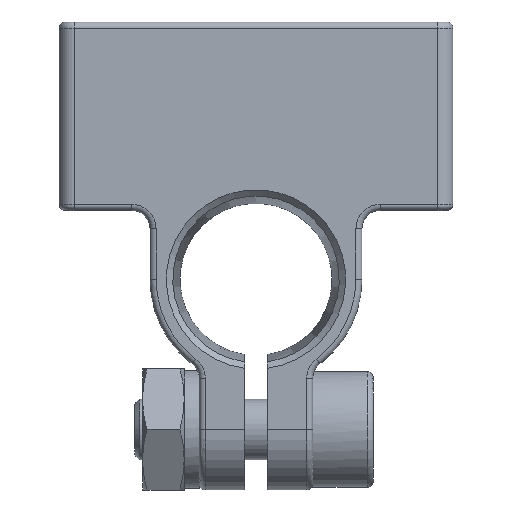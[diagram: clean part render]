
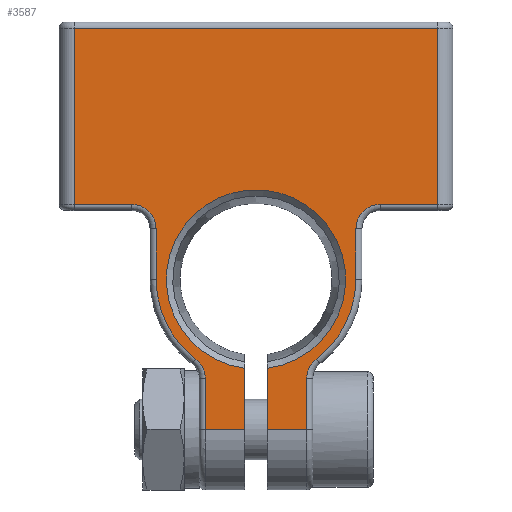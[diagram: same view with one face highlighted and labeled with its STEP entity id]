
A CAD part, front view. The second image highlights one B-rep face of the part: STEP entity #3587.
In plain terms, the highlighted planar face has unit normal (0, -1, 0).
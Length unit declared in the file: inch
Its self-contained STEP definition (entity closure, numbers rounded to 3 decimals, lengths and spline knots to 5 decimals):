
#240=LINE($,#5336,#493);
#245=LINE($,#5363,#498);
#413=LINE($,#6261,#666);
#417=LINE($,#6274,#670);
#418=LINE($,#6276,#671);
#419=LINE($,#6282,#672);
#420=LINE($,#6286,#673);
#421=LINE($,#6287,#674);
#422=LINE($,#6289,#675);
#423=LINE($,#6291,#676);
#424=LINE($,#6295,#677);
#425=LINE($,#6301,#678);
#426=LINE($,#6302,#679);
#493=VECTOR($,#4151,0.25241);
#498=VECTOR($,#4170,0.25241);
#666=VECTOR($,#4858,1.5);
#670=VECTOR($,#4874,0.1625);
#671=VECTOR($,#4875,0.21084);
#672=VECTOR($,#4880,0.20931);
#673=VECTOR($,#4883,0.2375);
#674=VECTOR($,#4884,0.72819);
#675=VECTOR($,#4885,0.72819);
#676=VECTOR($,#4886,0.2375);
#677=VECTOR($,#4889,0.20931);
#678=VECTOR($,#4894,0.21084);
#679=VECTOR($,#4895,0.1625);
#883=PLANE($,#3955);
#1048=FACE_OUTER_BOUND($,#1313,.T.);
#1313=EDGE_LOOP($,(#3057,#3058,#3059,#3060,#3061,#3062,#3063,#3064,#3065,
#3066,#3067,#3068,#3069,#3070,#3071,#3072,#3073,#3074,#3075,#3076));
#1419=CIRCLE($,#3677,0.37);
#1509=CIRCLE($,#3956,0.1);
#1510=CIRCLE($,#3957,0.4125);
#1511=CIRCLE($,#3958,0.1);
#1512=CIRCLE($,#3959,0.1);
#1513=CIRCLE($,#3960,0.4125);
#1514=CIRCLE($,#3961,0.1);
#1638=VERTEX_POINT($,#5311);
#1639=VERTEX_POINT($,#5315);
#1644=VERTEX_POINT($,#5335);
#1653=VERTEX_POINT($,#5361);
#1867=VERTEX_POINT($,#6253);
#1869=VERTEX_POINT($,#6259);
#1872=VERTEX_POINT($,#6273);
#1873=VERTEX_POINT($,#6275);
#1874=VERTEX_POINT($,#6277);
#1875=VERTEX_POINT($,#6279);
#1876=VERTEX_POINT($,#6281);
#1877=VERTEX_POINT($,#6283);
#1878=VERTEX_POINT($,#6285);
#1879=VERTEX_POINT($,#6288);
#1880=VERTEX_POINT($,#6290);
#1881=VERTEX_POINT($,#6292);
#1882=VERTEX_POINT($,#6294);
#1883=VERTEX_POINT($,#6296);
#1884=VERTEX_POINT($,#6298);
#1885=VERTEX_POINT($,#6300);
#1945=EDGE_CURVE($,#1638,#1639,#1419,.T.);
#1952=EDGE_CURVE($,#1644,#1639,#240,.T.);
#1964=EDGE_CURVE($,#1638,#1653,#245,.T.);
#2284=EDGE_CURVE($,#1869,#1867,#413,.T.);
#2291=EDGE_CURVE($,#1872,#1653,#417,.T.);
#2292=EDGE_CURVE($,#1873,#1872,#418,.T.);
#2293=EDGE_CURVE($,#1874,#1873,#1509,.T.);
#2294=EDGE_CURVE($,#1875,#1874,#1510,.T.);
#2295=EDGE_CURVE($,#1876,#1875,#419,.T.);
#2296=EDGE_CURVE($,#1877,#1876,#1511,.T.);
#2297=EDGE_CURVE($,#1878,#1877,#420,.T.);
#2298=EDGE_CURVE($,#1867,#1878,#421,.T.);
#2299=EDGE_CURVE($,#1879,#1869,#422,.T.);
#2300=EDGE_CURVE($,#1880,#1879,#423,.T.);
#2301=EDGE_CURVE($,#1881,#1880,#1512,.T.);
#2302=EDGE_CURVE($,#1882,#1881,#424,.T.);
#2303=EDGE_CURVE($,#1883,#1882,#1513,.T.);
#2304=EDGE_CURVE($,#1884,#1883,#1514,.T.);
#2305=EDGE_CURVE($,#1885,#1884,#425,.T.);
#2306=EDGE_CURVE($,#1644,#1885,#426,.T.);
#3057=ORIENTED_EDGE($,*,*,#1945,.F.);
#3058=ORIENTED_EDGE($,*,*,#1964,.T.);
#3059=ORIENTED_EDGE($,*,*,#2291,.F.);
#3060=ORIENTED_EDGE($,*,*,#2292,.F.);
#3061=ORIENTED_EDGE($,*,*,#2293,.F.);
#3062=ORIENTED_EDGE($,*,*,#2294,.F.);
#3063=ORIENTED_EDGE($,*,*,#2295,.F.);
#3064=ORIENTED_EDGE($,*,*,#2296,.F.);
#3065=ORIENTED_EDGE($,*,*,#2297,.F.);
#3066=ORIENTED_EDGE($,*,*,#2298,.F.);
#3067=ORIENTED_EDGE($,*,*,#2284,.F.);
#3068=ORIENTED_EDGE($,*,*,#2299,.F.);
#3069=ORIENTED_EDGE($,*,*,#2300,.F.);
#3070=ORIENTED_EDGE($,*,*,#2301,.F.);
#3071=ORIENTED_EDGE($,*,*,#2302,.F.);
#3072=ORIENTED_EDGE($,*,*,#2303,.F.);
#3073=ORIENTED_EDGE($,*,*,#2304,.F.);
#3074=ORIENTED_EDGE($,*,*,#2305,.F.);
#3075=ORIENTED_EDGE($,*,*,#2306,.F.);
#3076=ORIENTED_EDGE($,*,*,#1952,.T.);
#3587=ADVANCED_FACE($,(#1048),#883,.T.);
#3677=AXIS2_PLACEMENT_3D($,#5316,#4139,#4140);
#3955=AXIS2_PLACEMENT_3D($,#6272,#4872,#4873);
#3956=AXIS2_PLACEMENT_3D($,#6278,#4876,#4877);
#3957=AXIS2_PLACEMENT_3D($,#6280,#4878,#4879);
#3958=AXIS2_PLACEMENT_3D($,#6284,#4881,#4882);
#3959=AXIS2_PLACEMENT_3D($,#6293,#4887,#4888);
#3960=AXIS2_PLACEMENT_3D($,#6297,#4890,#4891);
#3961=AXIS2_PLACEMENT_3D($,#6299,#4892,#4893);
#4139=DIRECTION('center_axis',(0.,-1.,0.));
#4140=DIRECTION('ref_axis',(-1.,0.,0.));
#4151=DIRECTION($,(0.,0.,1.));
#4170=DIRECTION($,(0.,0.,-1.));
#4858=DIRECTION($,(1.,0.,0.));
#4872=DIRECTION('center_axis',(0.,-1.,0.));
#4873=DIRECTION('ref_axis',(0.,0.,-1.));
#4874=DIRECTION($,(-1.,0.,0.));
#4875=DIRECTION($,(0.,0.,-1.));
#4876=DIRECTION('center_axis',(0.,-1.,0.));
#4877=DIRECTION('ref_axis',(-0.895,0.,0.445));
#4878=DIRECTION('center_axis',(0.,1.,0.));
#4879=DIRECTION('ref_axis',(0.895,0.,-0.445));
#4880=DIRECTION($,(0.,0.,-1.));
#4881=DIRECTION('center_axis',(0.,-1.,0.));
#4882=DIRECTION('ref_axis',(-0.707,0.,0.707));
#4883=DIRECTION($,(-1.,0.,0.));
#4884=DIRECTION($,(0.,0.,-1.));
#4885=DIRECTION($,(0.,0.,1.));
#4886=DIRECTION($,(-1.,0.,0.));
#4887=DIRECTION('center_axis',(0.,-1.,0.));
#4888=DIRECTION('ref_axis',(0.707,0.,0.707));
#4889=DIRECTION($,(0.,0.,1.));
#4890=DIRECTION('center_axis',(0.,1.,0.));
#4891=DIRECTION('ref_axis',(-0.895,0.,-0.445));
#4892=DIRECTION('center_axis',(0.,-1.,0.));
#4893=DIRECTION('ref_axis',(0.895,0.,0.445));
#4894=DIRECTION($,(0.,0.,1.));
#4895=DIRECTION($,(-1.,0.,0.));
#5311=CARTESIAN_POINT('',(0.04687,0.,-0.36702));
#5315=CARTESIAN_POINT('',(-0.04688,0.,-0.36702));
#5316=CARTESIAN_POINT('Origin',(0.,0.,0.));
#5335=CARTESIAN_POINT('',(-0.04688,0.,-0.61942));
#5336=CARTESIAN_POINT($,(-0.04688,0.,-0.86942));
#5361=CARTESIAN_POINT('',(0.04687,0.,-0.61942));
#5363=CARTESIAN_POINT($,(0.04688,0.,0.));
#6253=CARTESIAN_POINT('',(0.75,0.,1.0375));
#6259=CARTESIAN_POINT('',(-0.75,0.,1.0375));
#6261=CARTESIAN_POINT($,(-0.40625,0.,1.0375));
#6272=CARTESIAN_POINT('Origin',(0.,0.,0.16121));
#6273=CARTESIAN_POINT('',(0.20938,0.,-0.61942));
#6274=CARTESIAN_POINT($,(0.11719,0.,-0.61942));
#6275=CARTESIAN_POINT('',(0.20938,0.,-0.40859));
#6276=CARTESIAN_POINT($,(0.20938,0.,-0.10411));
#6277=CARTESIAN_POINT('',(0.24901,0.,-0.32886));
#6278=CARTESIAN_POINT('Origin',(0.30938,0.,-0.40859));
#6279=CARTESIAN_POINT('',(0.4125,0.,0.));
#6280=CARTESIAN_POINT('Origin',(0.,0.,0.));
#6281=CARTESIAN_POINT('',(0.4125,0.,0.20931));
#6282=CARTESIAN_POINT($,(0.4125,0.,0.29936));
#6283=CARTESIAN_POINT('',(0.5125,0.,0.30931));
#6284=CARTESIAN_POINT('Origin',(0.5125,0.,0.20931));
#6285=CARTESIAN_POINT('',(0.75,0.,0.30931));
#6286=CARTESIAN_POINT($,(0.21875,0.,0.30931));
#6287=CARTESIAN_POINT($,(0.75,0.,0.61186));
#6288=CARTESIAN_POINT('',(-0.75,0.,0.30931));
#6289=CARTESIAN_POINT($,(-0.75,0.,0.29936));
#6290=CARTESIAN_POINT('',(-0.5125,0.,0.30931));
#6291=CARTESIAN_POINT($,(-0.21875,0.,0.30931));
#6292=CARTESIAN_POINT('',(-0.4125,0.,0.20931));
#6293=CARTESIAN_POINT('Origin',(-0.5125,0.,0.20931));
#6294=CARTESIAN_POINT('',(-0.4125,0.,0.));
#6295=CARTESIAN_POINT($,(-0.4125,0.,0.08061));
#6296=CARTESIAN_POINT('',(-0.24901,0.,-0.32886));
#6297=CARTESIAN_POINT('Origin',(0.,0.,0.));
#6298=CARTESIAN_POINT('',(-0.20938,0.,-0.40859));
#6299=CARTESIAN_POINT('Origin',(-0.30938,0.,-0.40859));
#6300=CARTESIAN_POINT('',(-0.20938,0.,-0.61942));
#6301=CARTESIAN_POINT($,(-0.20938,0.,-0.35411));
#6302=CARTESIAN_POINT($,(-0.02344,0.,-0.61942));
